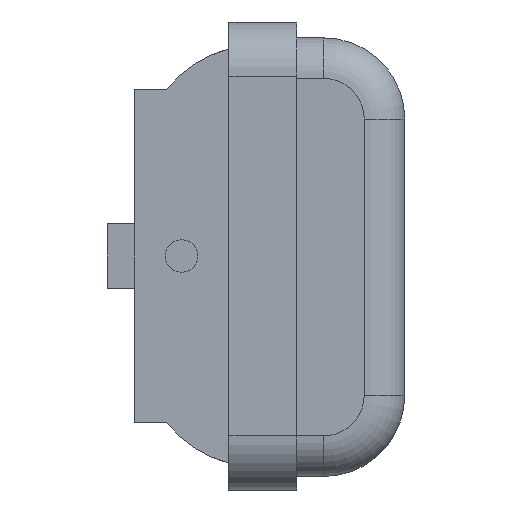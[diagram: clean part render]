
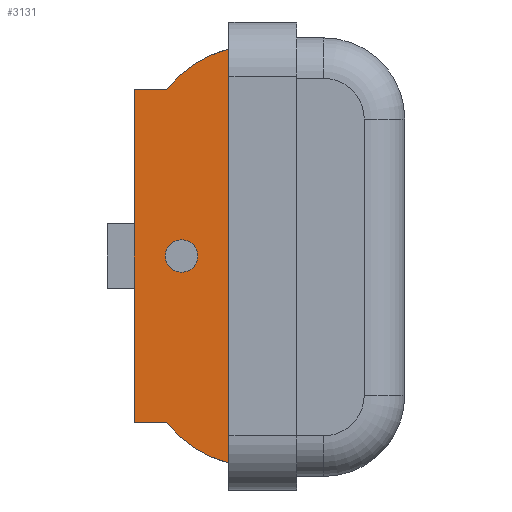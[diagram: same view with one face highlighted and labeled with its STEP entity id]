
A CAD part, left-side view. The second image highlights one B-rep face of the part: STEP entity #3131.
In plain terms, the highlighted planar face has unit normal (-1, 0, 0).
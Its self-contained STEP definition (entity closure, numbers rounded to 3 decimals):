
#209 = CARTESIAN_POINT ( 'NONE',  ( -51.835, 42.5, -66.259 ) ) ;
#241 = DIRECTION ( 'NONE',  ( 0., 0., 1. ) ) ;
#325 = AXIS2_PLACEMENT_3D ( 'NONE', #4141, #1992, #4507 ) ;
#330 = CARTESIAN_POINT ( 'NONE',  ( -51.835, 25., 16.241 ) ) ;
#371 = VERTEX_POINT ( 'NONE', #2056 ) ;
#373 = LINE ( 'NONE', #1534, #2119 ) ;
#425 = VERTEX_POINT ( 'NONE', #4516 ) ;
#438 = CARTESIAN_POINT ( 'NONE',  ( -51.835, 48.155, -121.759 ) ) ;
#482 = VECTOR ( 'NONE', #1828, 1000. ) ;
#645 = EDGE_LOOP ( 'NONE', ( #3425, #4089 ) ) ;
#679 = DIRECTION ( 'NONE',  ( 1., 0., 0. ) ) ;
#687 = DIRECTION ( 'NONE',  ( -1., 0., 0. ) ) ;
#918 = CIRCLE ( 'NONE', #1166, 42.078 ) ;
#961 = LINE ( 'NONE', #2644, #2002 ) ;
#1099 = ORIENTED_EDGE ( 'NONE', *, *, #1909, .T. ) ;
#1136 = PLANE ( 'NONE',  #2753 ) ;
#1166 = AXIS2_PLACEMENT_3D ( 'NONE', #2812, #687, #3166 ) ;
#1168 = CIRCLE ( 'NONE', #1468, 6. ) ;
#1214 = ORIENTED_EDGE ( 'NONE', *, *, #1999, .F. ) ;
#1286 = CARTESIAN_POINT ( 'NONE',  ( -51.835, 42.5, -54.259 ) ) ;
#1468 = AXIS2_PLACEMENT_3D ( 'NONE', #4497, #2340, #241 ) ;
#1503 = EDGE_CURVE ( 'NONE', #1789, #371, #373, .T. ) ;
#1534 = CARTESIAN_POINT ( 'NONE',  ( -51.835, 25., 1.241 ) ) ;
#1636 = VERTEX_POINT ( 'NONE', #209 ) ;
#1761 = VERTEX_POINT ( 'NONE', #2048 ) ;
#1789 = VERTEX_POINT ( 'NONE', #3140 ) ;
#1818 = EDGE_CURVE ( 'NONE', #2278, #1789, #918, .T. ) ;
#1828 = DIRECTION ( 'NONE',  ( 0., 0., 1. ) ) ;
#1840 = DIRECTION ( 'NONE',  ( -1., 0., 0. ) ) ;
#1909 = EDGE_CURVE ( 'NONE', #1761, #2278, #2346, .T. ) ;
#1992 = DIRECTION ( 'NONE',  ( -1., 0., 0. ) ) ;
#1999 = EDGE_CURVE ( 'NONE', #425, #371, #3582, .T. ) ;
#2002 = VECTOR ( 'NONE', #2981, 1000. ) ;
#2048 = CARTESIAN_POINT ( 'NONE',  ( -51.835, 25., -136.759 ) ) ;
#2056 = CARTESIAN_POINT ( 'NONE',  ( -51.835, 60., 1.241 ) ) ;
#2119 = VECTOR ( 'NONE', #2241, 1000. ) ;
#2227 = EDGE_CURVE ( 'NONE', #1761, #2428, #3580, .T. ) ;
#2239 = ORIENTED_EDGE ( 'NONE', *, *, #1503, .T. ) ;
#2241 = DIRECTION ( 'NONE',  ( 0., 1., 0. ) ) ;
#2243 = DIRECTION ( 'NONE',  ( 0., 0., 1. ) ) ;
#2278 = VERTEX_POINT ( 'NONE', #330 ) ;
#2340 = DIRECTION ( 'NONE',  ( -1., 0., 0. ) ) ;
#2346 = LINE ( 'NONE', #3618, #482 ) ;
#2373 = ORIENTED_EDGE ( 'NONE', *, *, #1818, .T. ) ;
#2428 = VERTEX_POINT ( 'NONE', #438 ) ;
#2491 = FACE_BOUND ( 'NONE', #645, .T. ) ;
#2564 = EDGE_CURVE ( 'NONE', #2428, #425, #961, .T. ) ;
#2580 = ORIENTED_EDGE ( 'NONE', *, *, #2227, .F. ) ;
#2644 = CARTESIAN_POINT ( 'NONE',  ( -51.835, 25., -121.759 ) ) ;
#2702 = EDGE_CURVE ( 'NONE', #3989, #1636, #3233, .T. ) ;
#2753 = AXIS2_PLACEMENT_3D ( 'NONE', #3990, #1840, #4351 ) ;
#2796 = CARTESIAN_POINT ( 'NONE',  ( -51.835, 14.964, -95.895 ) ) ;
#2812 = CARTESIAN_POINT ( 'NONE',  ( -51.835, 14.964, -24.623 ) ) ;
#2981 = DIRECTION ( 'NONE',  ( 0., 1., 0. ) ) ;
#3131 = ADVANCED_FACE ( 'NONE', ( #2491, #4413 ), #1136, .T. ) ;
#3140 = CARTESIAN_POINT ( 'NONE',  ( -51.835, 48.155, 1.241 ) ) ;
#3151 = DIRECTION ( 'NONE',  ( 0., 0., 1. ) ) ;
#3166 = DIRECTION ( 'NONE',  ( 0., 0., 1. ) ) ;
#3209 = ORIENTED_EDGE ( 'NONE', *, *, #2564, .F. ) ;
#3233 = CIRCLE ( 'NONE', #325, 6. ) ;
#3388 = EDGE_CURVE ( 'NONE', #1636, #3989, #1168, .T. ) ;
#3425 = ORIENTED_EDGE ( 'NONE', *, *, #3388, .F. ) ;
#3475 = VECTOR ( 'NONE', #2243, 1000. ) ;
#3580 = CIRCLE ( 'NONE', #4593, 42.078 ) ;
#3582 = LINE ( 'NONE', #4034, #3475 ) ;
#3618 = CARTESIAN_POINT ( 'NONE',  ( -51.835, 25., -136.759 ) ) ;
#3989 = VERTEX_POINT ( 'NONE', #1286 ) ;
#3990 = CARTESIAN_POINT ( 'NONE',  ( -51.835, 25., -136.759 ) ) ;
#4034 = CARTESIAN_POINT ( 'NONE',  ( -51.835, 60., -136.759 ) ) ;
#4089 = ORIENTED_EDGE ( 'NONE', *, *, #2702, .F. ) ;
#4090 = EDGE_LOOP ( 'NONE', ( #3209, #2580, #1099, #2373, #2239, #1214 ) ) ;
#4141 = CARTESIAN_POINT ( 'NONE',  ( -51.835, 42.5, -60.259 ) ) ;
#4351 = DIRECTION ( 'NONE',  ( 0., 0., 1. ) ) ;
#4413 = FACE_OUTER_BOUND ( 'NONE', #4090, .T. ) ;
#4497 = CARTESIAN_POINT ( 'NONE',  ( -51.835, 42.5, -60.259 ) ) ;
#4507 = DIRECTION ( 'NONE',  ( 0., 0., 1. ) ) ;
#4516 = CARTESIAN_POINT ( 'NONE',  ( -51.835, 60., -121.759 ) ) ;
#4593 = AXIS2_PLACEMENT_3D ( 'NONE', #2796, #679, #3151 ) ;
